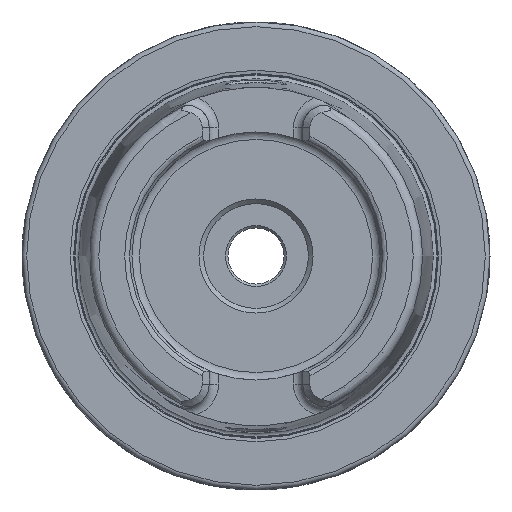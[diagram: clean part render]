
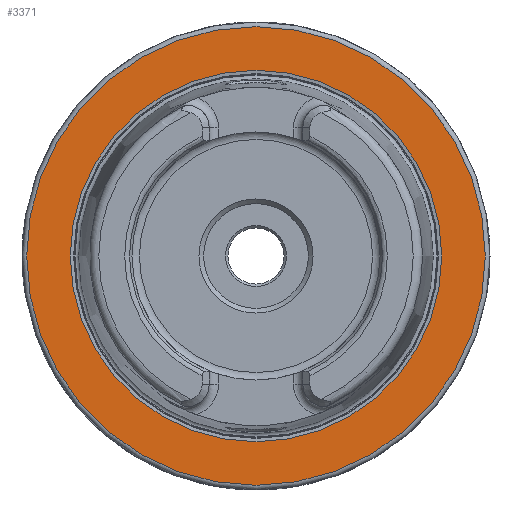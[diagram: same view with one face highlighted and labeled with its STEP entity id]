
A CAD part, left-side view. The second image highlights one B-rep face of the part: STEP entity #3371.
In plain terms, the highlighted planar face has unit normal (-1, 0, 0).
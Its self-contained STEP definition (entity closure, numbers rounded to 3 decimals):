
#97=FACE_BOUND('',#873,.T.);
#292=CIRCLE('',#3778,39.682);
#293=CIRCLE('',#3780,49.);
#663=FACE_OUTER_BOUND('',#872,.T.);
#872=EDGE_LOOP('',(#3033));
#873=EDGE_LOOP('',(#3034));
#1579=VERTEX_POINT('',#7742);
#1580=VERTEX_POINT('',#7746);
#2071=EDGE_CURVE('',#1579,#1579,#292,.T.);
#2072=EDGE_CURVE('',#1580,#1580,#293,.T.);
#3033=ORIENTED_EDGE('',*,*,#2072,.F.);
#3034=ORIENTED_EDGE('',*,*,#2071,.T.);
#3188=PLANE('',#3779);
#3371=ADVANCED_FACE('',(#663,#97),#3188,.T.);
#3778=AXIS2_PLACEMENT_3D('',#7744,#4633,#4634);
#3779=AXIS2_PLACEMENT_3D('',#7745,#4635,#4636);
#3780=AXIS2_PLACEMENT_3D('',#7747,#4637,#4638);
#4633=DIRECTION('center_axis',(1.,0.,0.));
#4634=DIRECTION('ref_axis',(0.,0.,-1.));
#4635=DIRECTION('center_axis',(-1.,0.,0.));
#4636=DIRECTION('ref_axis',(0.,0.,1.));
#4637=DIRECTION('center_axis',(1.,0.,0.));
#4638=DIRECTION('ref_axis',(0.,0.,-1.));
#7742=CARTESIAN_POINT('',(0.,-39.682,0.));
#7744=CARTESIAN_POINT('Origin',(0.,0.,0.));
#7745=CARTESIAN_POINT('Origin',(0.,49.,0.));
#7746=CARTESIAN_POINT('',(0.,0.,49.));
#7747=CARTESIAN_POINT('Origin',(0.,0.,0.));
